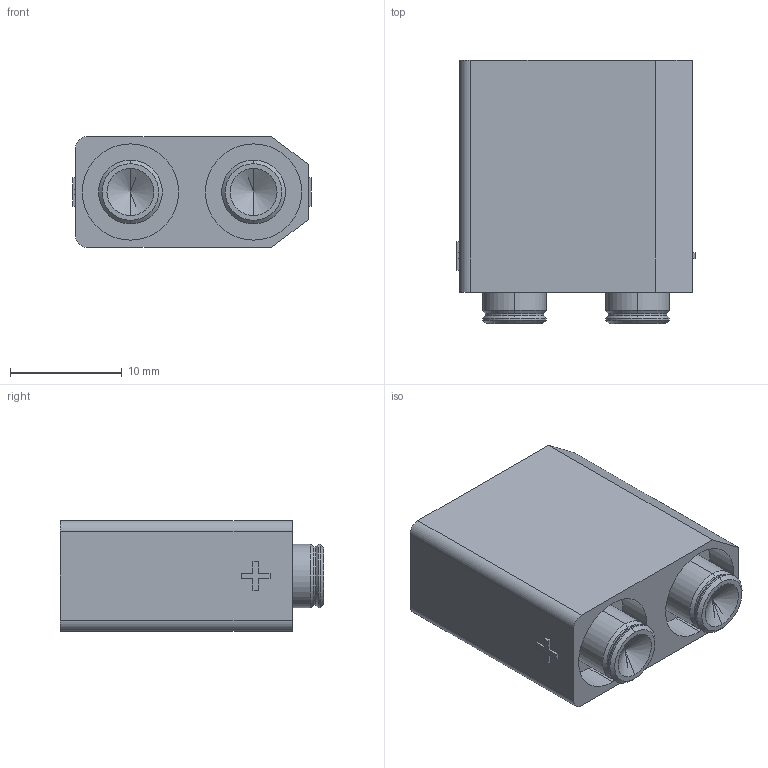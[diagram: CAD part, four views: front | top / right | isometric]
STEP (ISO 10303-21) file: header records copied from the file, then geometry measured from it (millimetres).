
FILE_DESCRIPTION (( 'STEP AP214' ), '1' );
FILE_NAME ('XT90PB-M.STEP', '2023-01-19T03:32:11', ( '' ), ( '' ), 'SwSTEP 2.0', 'SolidWorks 2017', '' );
FILE_SCHEMA (( 'AUTOMOTIVE_DESIGN' ));
Length unit declared in the file: millimetre
Products named in the file (1): XT90PB-M
Bounding box: 21.3 x 23.5 x 9.9 mm (x, y, z)
Volume: 2070.6 mm3; surface area: 3706.1 mm2
Topology: 3 solids, 3 shells, 131 faces, 336 edges, 212 vertices
Faces by surface type: plane 71, cone 28, cylinder 24, torus 8
Entity records: 4238 total; most frequent: CARTESIAN_POINT 1032, DIRECTION 656, ORIENTED_EDGE 656, EDGE_CURVE 328, AXIS2_PLACEMENT_3D 244, VERTEX_POINT 212, LINE 168, VECTOR 168
